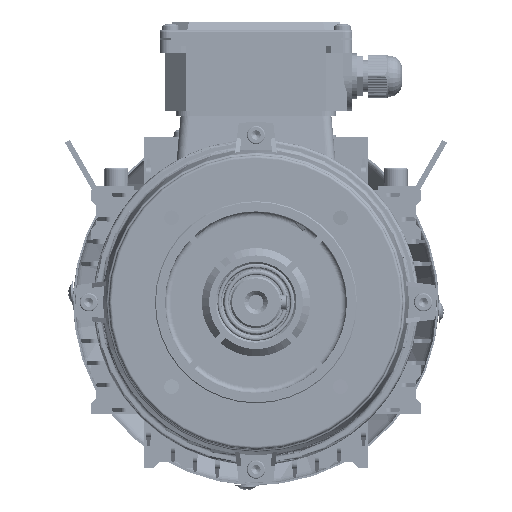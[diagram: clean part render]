
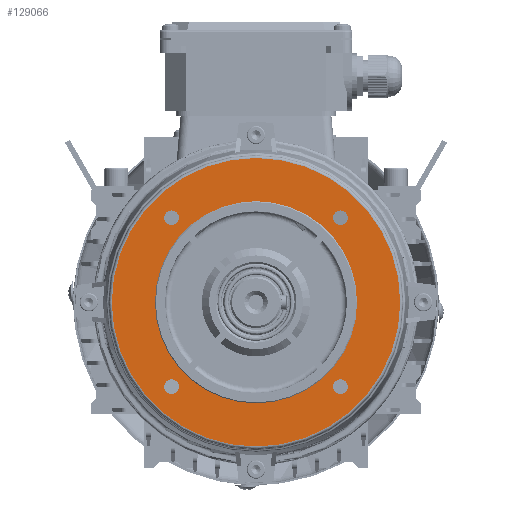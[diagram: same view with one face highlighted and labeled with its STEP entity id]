
A CAD part, front view. The second image highlights one B-rep face of the part: STEP entity #129066.
In plain terms, the highlighted planar face has unit normal (0, -1, 0).
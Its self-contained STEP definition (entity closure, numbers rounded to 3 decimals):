
#777 = CARTESIAN_POINT ( 'NONE',  ( 45.962, -32., -45.962 ) ) ;
#1496 = VERTEX_POINT ( 'NONE', #147417 ) ;
#2252 = CIRCLE ( 'NONE', #20401, 55. ) ;
#2725 = DIRECTION ( 'NONE',  ( 0., -1., 0. ) ) ;
#3403 = FACE_BOUND ( 'NONE', #57786, .T. ) ;
#3708 = DIRECTION ( 'NONE',  ( 0., -1., 0. ) ) ;
#4366 = DIRECTION ( 'NONE',  ( 0., 0., -1. ) ) ;
#5255 = ORIENTED_EDGE ( 'NONE', *, *, #94924, .F. ) ;
#11614 = DIRECTION ( 'NONE',  ( 0., 1., 0. ) ) ;
#13016 = FACE_BOUND ( 'NONE', #151786, .T. ) ;
#14590 = AXIS2_PLACEMENT_3D ( 'NONE', #63504, #126324, #151644 ) ;
#16280 = DIRECTION ( 'NONE',  ( 0., -1., 0. ) ) ;
#19117 = CARTESIAN_POINT ( 'NONE',  ( -45.962, -32., 41.962 ) ) ;
#20401 = AXIS2_PLACEMENT_3D ( 'NONE', #116441, #143378, #4366 ) ;
#21811 = ORIENTED_EDGE ( 'NONE', *, *, #62726, .F. ) ;
#23424 = DIRECTION ( 'NONE',  ( 0., 0., -1. ) ) ;
#24062 = AXIS2_PLACEMENT_3D ( 'NONE', #128347, #142703, #66079 ) ;
#26763 = DIRECTION ( 'NONE',  ( 0., -1., 0. ) ) ;
#29686 = DIRECTION ( 'NONE',  ( 0., 0., -1. ) ) ;
#30370 = EDGE_CURVE ( 'NONE', #91409, #145206, #48399, .T. ) ;
#32454 = VERTEX_POINT ( 'NONE', #143024 ) ;
#33068 = ORIENTED_EDGE ( 'NONE', *, *, #131006, .F. ) ;
#33661 = DIRECTION ( 'NONE',  ( 0., -1., 0. ) ) ;
#34002 = ORIENTED_EDGE ( 'NONE', *, *, #86210, .F. ) ;
#35609 = DIRECTION ( 'NONE',  ( 0., -1., 0. ) ) ;
#35819 = CARTESIAN_POINT ( 'NONE',  ( -45.962, -32., -45.962 ) ) ;
#36543 = CARTESIAN_POINT ( 'NONE',  ( -78.5, -32., 0. ) ) ;
#36751 = EDGE_LOOP ( 'NONE', ( #5255, #39409 ) ) ;
#37023 = FACE_BOUND ( 'NONE', #122369, .T. ) ;
#37089 = PLANE ( 'NONE',  #69594 ) ;
#38054 = CARTESIAN_POINT ( 'NONE',  ( -45.962, -32., -41.962 ) ) ;
#38299 = CIRCLE ( 'NONE', #92129, 4. ) ;
#39409 = ORIENTED_EDGE ( 'NONE', *, *, #112869, .F. ) ;
#42801 = FACE_BOUND ( 'NONE', #77845, .T. ) ;
#44107 = AXIS2_PLACEMENT_3D ( 'NONE', #129893, #103563, #67075 ) ;
#46359 = VERTEX_POINT ( 'NONE', #19117 ) ;
#47655 = VERTEX_POINT ( 'NONE', #49974 ) ;
#48399 = CIRCLE ( 'NONE', #118046, 4. ) ;
#48420 = EDGE_CURVE ( 'NONE', #145206, #91409, #137847, .T. ) ;
#49182 = VERTEX_POINT ( 'NONE', #106730 ) ;
#49974 = CARTESIAN_POINT ( 'NONE',  ( 0., -32., -78.5 ) ) ;
#56679 = AXIS2_PLACEMENT_3D ( 'NONE', #116200, #16280, #90893 ) ;
#57786 = EDGE_LOOP ( 'NONE', ( #34002, #157307 ) ) ;
#58505 = FACE_BOUND ( 'NONE', #36751, .T. ) ;
#59472 = DIRECTION ( 'NONE',  ( 0., -1., 0. ) ) ;
#60416 = AXIS2_PLACEMENT_3D ( 'NONE', #777, #26763, #89143 ) ;
#62726 = EDGE_CURVE ( 'NONE', #139829, #75585, #65291, .T. ) ;
#63504 = CARTESIAN_POINT ( 'NONE',  ( 0., -32., 0. ) ) ;
#65291 = CIRCLE ( 'NONE', #44107, 4. ) ;
#66079 = DIRECTION ( 'NONE',  ( 0., 0., -1. ) ) ;
#67075 = DIRECTION ( 'NONE',  ( 0., 0., -1. ) ) ;
#69594 = AXIS2_PLACEMENT_3D ( 'NONE', #36543, #11614, #124727 ) ;
#69752 = VERTEX_POINT ( 'NONE', #133820 ) ;
#70430 = CARTESIAN_POINT ( 'NONE',  ( 45.962, -32., 45.962 ) ) ;
#70855 = CARTESIAN_POINT ( 'NONE',  ( 45.962, -32., 41.962 ) ) ;
#75585 = VERTEX_POINT ( 'NONE', #38054 ) ;
#77845 = EDGE_LOOP ( 'NONE', ( #120072, #118215 ) ) ;
#85958 = DIRECTION ( 'NONE',  ( 0., 0., -1. ) ) ;
#86210 = EDGE_CURVE ( 'NONE', #49182, #92547, #2252, .T. ) ;
#88390 = AXIS2_PLACEMENT_3D ( 'NONE', #115313, #2725, #153279 ) ;
#89143 = DIRECTION ( 'NONE',  ( 0., 0., -1. ) ) ;
#90893 = DIRECTION ( 'NONE',  ( 0., 0., -1. ) ) ;
#91409 = VERTEX_POINT ( 'NONE', #92901 ) ;
#92129 = AXIS2_PLACEMENT_3D ( 'NONE', #35819, #135050, #133956 ) ;
#92315 = FACE_OUTER_BOUND ( 'NONE', #119839, .T. ) ;
#92321 = CARTESIAN_POINT ( 'NONE',  ( 45.962, -32., -49.962 ) ) ;
#92547 = VERTEX_POINT ( 'NONE', #148146 ) ;
#92901 = CARTESIAN_POINT ( 'NONE',  ( 45.962, -32., 49.962 ) ) ;
#93505 = AXIS2_PLACEMENT_3D ( 'NONE', #122872, #59472, #85958 ) ;
#94924 = EDGE_CURVE ( 'NONE', #153484, #1496, #121869, .T. ) ;
#96577 = CARTESIAN_POINT ( 'NONE',  ( 45.962, -32., 45.962 ) ) ;
#99598 = EDGE_CURVE ( 'NONE', #32454, #47655, #109223, .T. ) ;
#103525 = CIRCLE ( 'NONE', #56679, 78.5 ) ;
#103563 = DIRECTION ( 'NONE',  ( 0., -1., 0. ) ) ;
#106730 = CARTESIAN_POINT ( 'NONE',  ( 0., -32., -55. ) ) ;
#109223 = CIRCLE ( 'NONE', #24062, 78.5 ) ;
#109526 = ORIENTED_EDGE ( 'NONE', *, *, #152800, .T. ) ;
#112869 = EDGE_CURVE ( 'NONE', #1496, #153484, #134596, .T. ) ;
#115313 = CARTESIAN_POINT ( 'NONE',  ( -45.962, -32., 45.962 ) ) ;
#116200 = CARTESIAN_POINT ( 'NONE',  ( 0., -32., 0. ) ) ;
#116441 = CARTESIAN_POINT ( 'NONE',  ( 0., -32., 0. ) ) ;
#118046 = AXIS2_PLACEMENT_3D ( 'NONE', #70430, #35609, #23424 ) ;
#118215 = ORIENTED_EDGE ( 'NONE', *, *, #149066, .F. ) ;
#119839 = EDGE_LOOP ( 'NONE', ( #109526, #157603 ) ) ;
#120072 = ORIENTED_EDGE ( 'NONE', *, *, #152098, .F. ) ;
#121869 = CIRCLE ( 'NONE', #93505, 4. ) ;
#122205 = CIRCLE ( 'NONE', #145097, 4. ) ;
#122369 = EDGE_LOOP ( 'NONE', ( #21811, #33068 ) ) ;
#122872 = CARTESIAN_POINT ( 'NONE',  ( 45.962, -32., -45.962 ) ) ;
#124727 = DIRECTION ( 'NONE',  ( 0., 0., 1. ) ) ;
#125637 = CARTESIAN_POINT ( 'NONE',  ( -45.962, -32., -49.962 ) ) ;
#126324 = DIRECTION ( 'NONE',  ( 0., -1., 0. ) ) ;
#128347 = CARTESIAN_POINT ( 'NONE',  ( 0., -32., 0. ) ) ;
#129066 = ADVANCED_FACE ( 'NONE', ( #13016, #58505, #37023, #42801, #92315, #3403 ), #37089, .F. ) ;
#129893 = CARTESIAN_POINT ( 'NONE',  ( -45.962, -32., -45.962 ) ) ;
#129902 = ORIENTED_EDGE ( 'NONE', *, *, #48420, .F. ) ;
#131006 = EDGE_CURVE ( 'NONE', #75585, #139829, #38299, .T. ) ;
#131087 = CARTESIAN_POINT ( 'NONE',  ( -45.962, -32., 45.962 ) ) ;
#133820 = CARTESIAN_POINT ( 'NONE',  ( -45.962, -32., 49.962 ) ) ;
#133956 = DIRECTION ( 'NONE',  ( 0., 0., -1. ) ) ;
#133972 = DIRECTION ( 'NONE',  ( 0., 0., -1. ) ) ;
#134596 = CIRCLE ( 'NONE', #60416, 4. ) ;
#135050 = DIRECTION ( 'NONE',  ( 0., -1., 0. ) ) ;
#137847 = CIRCLE ( 'NONE', #163423, 4. ) ;
#139829 = VERTEX_POINT ( 'NONE', #125637 ) ;
#142703 = DIRECTION ( 'NONE',  ( 0., -1., 0. ) ) ;
#143024 = CARTESIAN_POINT ( 'NONE',  ( 0., -32., 78.5 ) ) ;
#143378 = DIRECTION ( 'NONE',  ( 0., -1., 0. ) ) ;
#145078 = ORIENTED_EDGE ( 'NONE', *, *, #30370, .F. ) ;
#145097 = AXIS2_PLACEMENT_3D ( 'NONE', #131087, #3708, #29686 ) ;
#145206 = VERTEX_POINT ( 'NONE', #70855 ) ;
#147417 = CARTESIAN_POINT ( 'NONE',  ( 45.962, -32., -41.962 ) ) ;
#148146 = CARTESIAN_POINT ( 'NONE',  ( 0., -32., 55. ) ) ;
#148187 = CIRCLE ( 'NONE', #14590, 55. ) ;
#149066 = EDGE_CURVE ( 'NONE', #69752, #46359, #122205, .T. ) ;
#151002 = CIRCLE ( 'NONE', #88390, 4. ) ;
#151644 = DIRECTION ( 'NONE',  ( 0., 0., -1. ) ) ;
#151786 = EDGE_LOOP ( 'NONE', ( #129902, #145078 ) ) ;
#152098 = EDGE_CURVE ( 'NONE', #46359, #69752, #151002, .T. ) ;
#152800 = EDGE_CURVE ( 'NONE', #47655, #32454, #103525, .T. ) ;
#153279 = DIRECTION ( 'NONE',  ( 0., 0., -1. ) ) ;
#153484 = VERTEX_POINT ( 'NONE', #92321 ) ;
#154928 = EDGE_CURVE ( 'NONE', #92547, #49182, #148187, .T. ) ;
#157307 = ORIENTED_EDGE ( 'NONE', *, *, #154928, .F. ) ;
#157603 = ORIENTED_EDGE ( 'NONE', *, *, #99598, .T. ) ;
#163423 = AXIS2_PLACEMENT_3D ( 'NONE', #96577, #33661, #133972 ) ;
